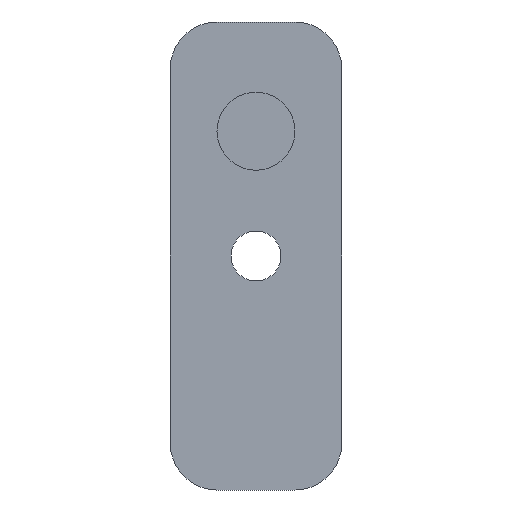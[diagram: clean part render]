
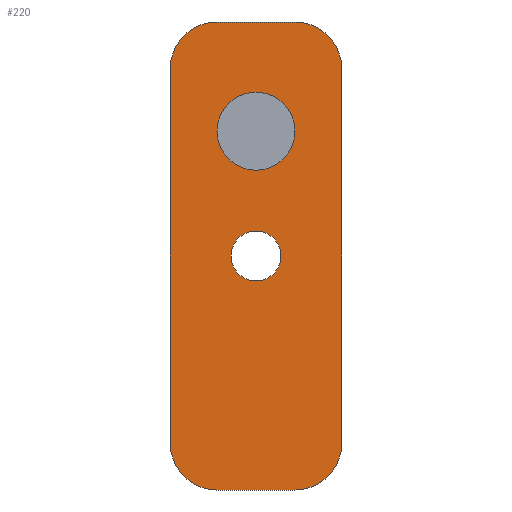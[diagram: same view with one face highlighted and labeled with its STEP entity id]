
A CAD part, front view. The second image highlights one B-rep face of the part: STEP entity #220.
In plain terms, the highlighted planar face has unit normal (0, -1, 0).
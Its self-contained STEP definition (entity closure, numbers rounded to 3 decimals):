
#15=FACE_BOUND('',#41,.T.);
#16=FACE_BOUND('',#42,.T.);
#19=PLANE('',#249);
#27=FACE_OUTER_BOUND('',#40,.T.);
#40=EDGE_LOOP('',(#160,#161,#162,#163,#164,#165,#166,#167));
#41=EDGE_LOOP('',(#168));
#42=EDGE_LOOP('',(#169));
#56=LINE('',#352,#74);
#59=LINE('',#358,#77);
#60=LINE('',#362,#78);
#61=LINE('',#366,#79);
#74=VECTOR('',#282,10.);
#77=VECTOR('',#287,10.);
#78=VECTOR('',#290,10.);
#79=VECTOR('',#293,10.);
#90=CIRCLE('',#246,3.);
#92=CIRCLE('',#250,3.);
#93=CIRCLE('',#251,3.);
#94=CIRCLE('',#252,3.);
#95=CIRCLE('',#253,2.5);
#96=CIRCLE('',#254,1.6);
#102=VERTEX_POINT('',#342);
#103=VERTEX_POINT('',#343);
#106=VERTEX_POINT('',#351);
#108=VERTEX_POINT('',#357);
#109=VERTEX_POINT('',#359);
#110=VERTEX_POINT('',#361);
#111=VERTEX_POINT('',#363);
#112=VERTEX_POINT('',#365);
#113=VERTEX_POINT('',#368);
#114=VERTEX_POINT('',#370);
#122=EDGE_CURVE('',#102,#103,#90,.T.);
#126=EDGE_CURVE('',#106,#103,#56,.T.);
#129=EDGE_CURVE('',#102,#108,#59,.T.);
#130=EDGE_CURVE('',#109,#108,#92,.T.);
#131=EDGE_CURVE('',#109,#110,#60,.T.);
#132=EDGE_CURVE('',#111,#110,#93,.T.);
#133=EDGE_CURVE('',#111,#112,#61,.T.);
#134=EDGE_CURVE('',#106,#112,#94,.T.);
#135=EDGE_CURVE('',#113,#113,#95,.T.);
#136=EDGE_CURVE('',#114,#114,#96,.T.);
#160=ORIENTED_EDGE('',*,*,#122,.F.);
#161=ORIENTED_EDGE('',*,*,#129,.T.);
#162=ORIENTED_EDGE('',*,*,#130,.F.);
#163=ORIENTED_EDGE('',*,*,#131,.T.);
#164=ORIENTED_EDGE('',*,*,#132,.F.);
#165=ORIENTED_EDGE('',*,*,#133,.T.);
#166=ORIENTED_EDGE('',*,*,#134,.F.);
#167=ORIENTED_EDGE('',*,*,#126,.T.);
#168=ORIENTED_EDGE('',*,*,#135,.T.);
#169=ORIENTED_EDGE('',*,*,#136,.T.);
#220=ADVANCED_FACE('',(#27,#15,#16),#19,.F.);
#246=AXIS2_PLACEMENT_3D('',#344,#274,#275);
#249=AXIS2_PLACEMENT_3D('',#356,#285,#286);
#250=AXIS2_PLACEMENT_3D('',#360,#288,#289);
#251=AXIS2_PLACEMENT_3D('',#364,#291,#292);
#252=AXIS2_PLACEMENT_3D('',#367,#294,#295);
#253=AXIS2_PLACEMENT_3D('',#369,#296,#297);
#254=AXIS2_PLACEMENT_3D('',#371,#298,#299);
#274=DIRECTION('center_axis',(0.,1.,0.));
#275=DIRECTION('ref_axis',(0.707,0.,-0.707));
#282=DIRECTION('',(1.,0.,0.));
#285=DIRECTION('center_axis',(0.,1.,0.));
#286=DIRECTION('ref_axis',(1.,0.,0.));
#287=DIRECTION('',(0.,0.,1.));
#288=DIRECTION('center_axis',(0.,1.,0.));
#289=DIRECTION('ref_axis',(0.707,0.,0.707));
#290=DIRECTION('',(-1.,0.,0.));
#291=DIRECTION('center_axis',(0.,1.,0.));
#292=DIRECTION('ref_axis',(-0.707,0.,0.707));
#293=DIRECTION('',(0.,0.,-1.));
#294=DIRECTION('center_axis',(0.,1.,0.));
#295=DIRECTION('ref_axis',(-0.707,0.,-0.707));
#296=DIRECTION('center_axis',(0.,1.,0.));
#297=DIRECTION('ref_axis',(1.,0.,0.));
#298=DIRECTION('center_axis',(0.,1.,0.));
#299=DIRECTION('ref_axis',(1.,0.,0.));
#342=CARTESIAN_POINT('',(11.,-5.,3.));
#343=CARTESIAN_POINT('',(8.,-5.,0.));
#344=CARTESIAN_POINT('Origin',(8.,-5.,3.));
#351=CARTESIAN_POINT('',(3.,-5.,0.));
#352=CARTESIAN_POINT('',(0.,-5.,0.));
#356=CARTESIAN_POINT('Origin',(5.5,-5.,15.));
#357=CARTESIAN_POINT('',(11.,-5.,27.));
#358=CARTESIAN_POINT('',(11.,-5.,0.));
#359=CARTESIAN_POINT('',(8.,-5.,30.));
#360=CARTESIAN_POINT('Origin',(8.,-5.,27.));
#361=CARTESIAN_POINT('',(3.,-5.,30.));
#362=CARTESIAN_POINT('',(11.,-5.,30.));
#363=CARTESIAN_POINT('',(0.,-5.,27.));
#364=CARTESIAN_POINT('Origin',(3.,-5.,27.));
#365=CARTESIAN_POINT('',(0.,-5.,3.));
#366=CARTESIAN_POINT('',(0.,-5.,30.));
#367=CARTESIAN_POINT('Origin',(3.,-5.,3.));
#368=CARTESIAN_POINT('',(3.,-5.,23.));
#369=CARTESIAN_POINT('Origin',(5.5,-5.,23.));
#370=CARTESIAN_POINT('',(3.9,-5.,15.));
#371=CARTESIAN_POINT('Origin',(5.5,-5.,15.));
